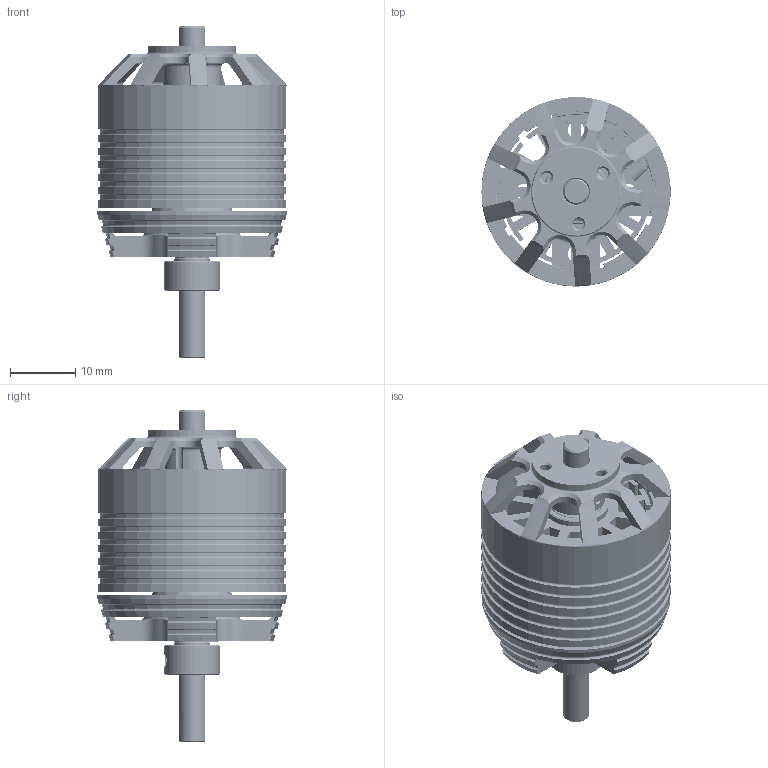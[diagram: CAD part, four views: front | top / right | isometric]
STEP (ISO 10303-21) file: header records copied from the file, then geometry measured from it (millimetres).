
FILE_DESCRIPTION (( 'STEP AP214' ), '1' );
FILE_NAME ('2315-Motor-Assem.STEP', '2020-04-11T22:12:15', ( '' ), ( '' ), 'SwSTEP 2.0', 'SolidWorks 2014', '' );
FILE_SCHEMA (( 'AUTOMOTIVE_DESIGN' ));
Length unit declared in the file: millimetre
Products named in the file (23): Spacer-4mm; 4x8x3-BRG; 2315-Rotor-Assem; 694HZZ_SOLID_2-1; 23x10x1mm-Stator; 2315-Magnet; 2315-Mount; 23x10x5mm-Stator; 2315-Motor-Assem; C-Clip-4mm_98541A112; SMR84ZZ_SOLID_2; 2315-Fluxring; SMR84ZZ_SOLID_1; 2315-Shaft; 23x10-Stator-Plate; Collar-4mm; 2315-Stator-Assem; 4x11x4-BRG; SMR84ZZ_SOLID_3; 23mm-Endbell; 694HZZ_SOLID_1-1; 694HZZ_SOLID_3-1; 23x10x15mm-Stator
Assembly tree (46 placements, depth 6):
  2315-Motor-Assem
    2315-Stator-Assem
      2315-Mount
      23x10x15mm-Stator
        23x10x5mm-Stator  x3
          23x10x1mm-Stator
            23x10-Stator-Plate  x5
      4x11x4-BRG
        694HZZ_SOLID_1-1
        694HZZ_SOLID_2-1
        694HZZ_SOLID_3-1
      4x8x3-BRG
        SMR84ZZ_SOLID_1
        SMR84ZZ_SOLID_2
        SMR84ZZ_SOLID_3
    2315-Rotor-Assem
      23mm-Endbell
      2315-Shaft
      2315-Magnet  x14
      2315-Fluxring
    Spacer-4mm  x2
    Collar-4mm
    C-Clip-4mm_98541A112
Bounding box: 29.1 x 29.1 x 51 mm (x, y, z)
Volume: 10181.2 mm3; surface area: 43661.8 mm2
Topology: 103 solids, 103 shells, 17785 faces, 52243 edges, 34637 vertices
Faces by surface type: cylinder 13298, plane 4000, sphere 176, torus 174, cone 137
Entity records: 31910 total; most frequent: CARTESIAN_POINT 6869, DIRECTION 5306, ORIENTED_EDGE 4866, EDGE_CURVE 2433, AXIS2_PLACEMENT_3D 2208, VERTEX_POINT 1553, CIRCLE 1213, EDGE_LOOP 1036
